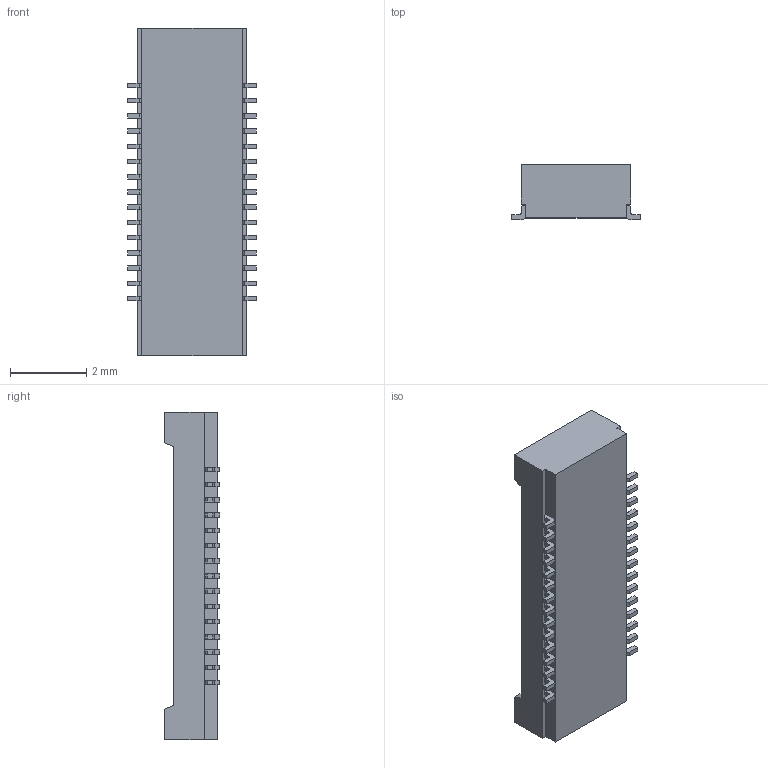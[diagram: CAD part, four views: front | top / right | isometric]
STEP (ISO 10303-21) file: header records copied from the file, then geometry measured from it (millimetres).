
FILE_DESCRIPTION(('CoCreate Modeling STEP Export'),'2;1');
FILE_NAME('DF40C-30DS.stp','2009-12-09T16:57:22',(''),(''),'CoCreate Modeling STEP processor for AP214 (Solid Model)','CoCreate Modeling 16.00B 02-Dec-2008 (C) Parametric Technology GmbH','');
FILE_SCHEMA(('AUTOMOTIVE_DESIGN { 1 0 10303 214 1 1 1 1 }'));
Length unit declared in the file: millimetre
Products named in the file (1): C30
Bounding box: 3.38 x 1.45 x 8.6 mm (x, y, z)
Volume: 21.4 mm3; surface area: 117.2 mm2
Topology: 1 solids, 1 shells, 711 faces, 1898 edges, 1252 vertices
Faces by surface type: plane 519, cylinder 128, bspline 53, cone 7, extrusion 4
Entity records: 22025 total; most frequent: CARTESIAN_POINT 4508, ORIENTED_EDGE 3796, DIRECTION 3338, EDGE_CURVE 1898, VECTOR 1558, LINE 1554, VERTEX_POINT 1252, AXIS2_PLACEMENT_3D 890
